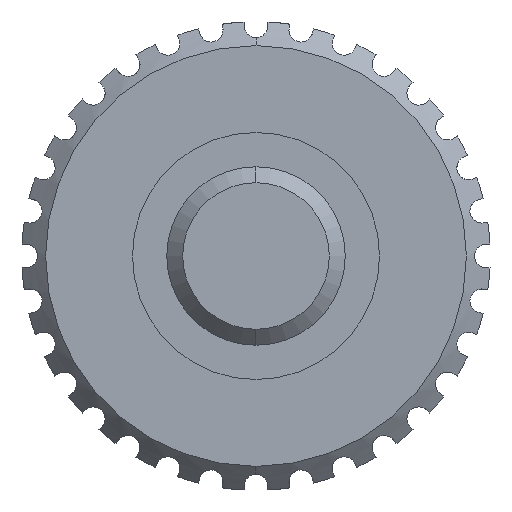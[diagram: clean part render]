
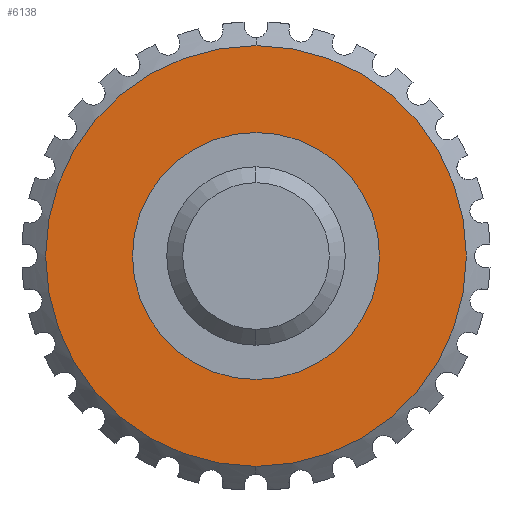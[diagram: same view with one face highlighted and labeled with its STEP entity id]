
A CAD part, front view. The second image highlights one B-rep face of the part: STEP entity #6138.
In plain terms, the highlighted planar face has unit normal (0, -1, 0).
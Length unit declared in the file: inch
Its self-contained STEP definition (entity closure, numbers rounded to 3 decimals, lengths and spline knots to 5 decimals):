
#1454 = CARTESIAN_POINT ( 'NONE',  ( 0., 0., -0.132 ) ) ;
#1489 = CARTESIAN_POINT ( 'NONE',  ( 0., 0., 0.132 ) ) ;
#1965 = ORIENTED_EDGE ( 'NONE', *, *, #2374, .T. ) ;
#1969 = ORIENTED_EDGE ( 'NONE', *, *, #2650, .T. ) ;
#1982 = ORIENTED_EDGE ( 'NONE', *, *, #2373, .F. ) ;
#2046 = ORIENTED_EDGE ( 'NONE', *, *, #2445, .F. ) ;
#2373 = EDGE_CURVE ( 'NONE', #5653, #5546, #3373, .T. ) ;
#2374 = EDGE_CURVE ( 'NONE', #5971, #5849, #3340, .T. ) ;
#2445 = EDGE_CURVE ( 'NONE', #5546, #5653, #3278, .T. ) ;
#2650 = EDGE_CURVE ( 'NONE', #5849, #5971, #3159, .T. ) ;
#2730 = FACE_OUTER_BOUND ( 'NONE', #5962, .T. ) ;
#2734 = FACE_BOUND ( 'NONE', #5799, .T. ) ;
#2906 = DIRECTION ( 'NONE',  ( 0., 1., 0. ) ) ;
#2920 = DIRECTION ( 'NONE',  ( 0., 0., 1. ) ) ;
#2921 = CARTESIAN_POINT ( 'NONE',  ( 0., 0., 0. ) ) ;
#2953 = AXIS2_PLACEMENT_3D ( 'NONE', #3737, #3726, #3816 ) ;
#2954 = AXIS2_PLACEMENT_3D ( 'NONE', #3866, #3603, #3712 ) ;
#2964 = AXIS2_PLACEMENT_3D ( 'NONE', #3933, #3728, #3799 ) ;
#2975 = AXIS2_PLACEMENT_3D ( 'NONE', #4584, #4351, #4625 ) ;
#3039 = AXIS2_PLACEMENT_3D ( 'NONE', #2921, #2906, #2920 ) ;
#3159 = CIRCLE ( 'NONE', #2975, 0.132 ) ;
#3278 = CIRCLE ( 'NONE', #2964, 0.0775 ) ;
#3340 = CIRCLE ( 'NONE', #2954, 0.132 ) ;
#3373 = CIRCLE ( 'NONE', #2953, 0.0775 ) ;
#3603 = DIRECTION ( 'NONE',  ( 0., -1., 0. ) ) ;
#3712 = DIRECTION ( 'NONE',  ( 0., 0., 1. ) ) ;
#3726 = DIRECTION ( 'NONE',  ( 0., -1., 0. ) ) ;
#3728 = DIRECTION ( 'NONE',  ( 0., -1., 0. ) ) ;
#3737 = CARTESIAN_POINT ( 'NONE',  ( 0., 0., 0. ) ) ;
#3799 = DIRECTION ( 'NONE',  ( 0., 0., 1. ) ) ;
#3816 = DIRECTION ( 'NONE',  ( 0., 0., 1. ) ) ;
#3866 = CARTESIAN_POINT ( 'NONE',  ( 0., 0., 0. ) ) ;
#3933 = CARTESIAN_POINT ( 'NONE',  ( 0., 0., 0. ) ) ;
#4309 = PLANE ( 'NONE',  #3039 ) ;
#4351 = DIRECTION ( 'NONE',  ( 0., -1., 0. ) ) ;
#4584 = CARTESIAN_POINT ( 'NONE',  ( 0., 0., 0. ) ) ;
#4625 = DIRECTION ( 'NONE',  ( 0., 0., 1. ) ) ;
#5101 = CARTESIAN_POINT ( 'NONE',  ( 0., 0., -0.0775 ) ) ;
#5325 = CARTESIAN_POINT ( 'NONE',  ( 0., 0., 0.0775 ) ) ;
#5546 = VERTEX_POINT ( 'NONE', #5101 ) ;
#5653 = VERTEX_POINT ( 'NONE', #5325 ) ;
#5799 = EDGE_LOOP ( 'NONE', ( #1982, #2046 ) ) ;
#5849 = VERTEX_POINT ( 'NONE', #1454 ) ;
#5962 = EDGE_LOOP ( 'NONE', ( #1965, #1969 ) ) ;
#5971 = VERTEX_POINT ( 'NONE', #1489 ) ;
#6138 = ADVANCED_FACE ( 'NONE', ( #2730, #2734 ), #4309, .F. ) ;
